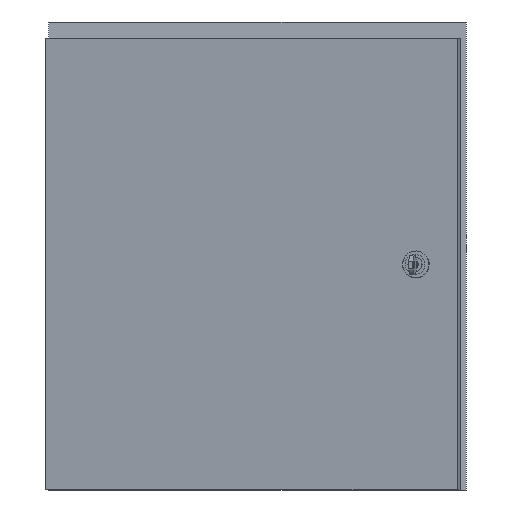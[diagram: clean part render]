
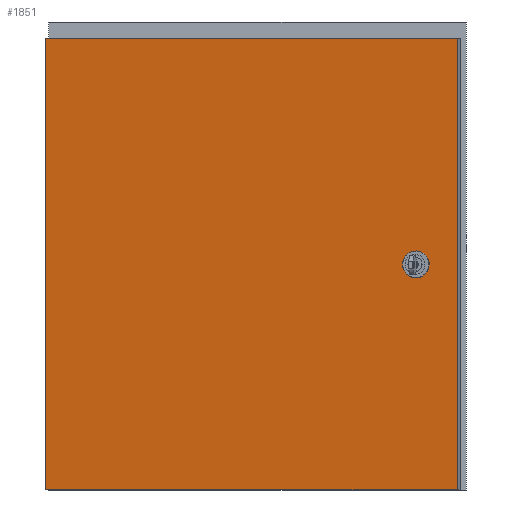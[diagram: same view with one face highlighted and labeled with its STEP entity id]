
A CAD part, front view. The second image highlights one B-rep face of the part: STEP entity #1851.
In plain terms, the highlighted face is planar.
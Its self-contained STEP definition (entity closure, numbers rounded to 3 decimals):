
#58=FACE_BOUND('',#300,.T.);
#96=PLANE('',#2031);
#180=FACE_OUTER_BOUND('',#299,.T.);
#299=EDGE_LOOP('',(#1479,#1480,#1481,#1482));
#300=EDGE_LOOP('',(#1483));
#442=LINE('',#2898,#638);
#443=LINE('',#2900,#639);
#444=LINE('',#2902,#640);
#445=LINE('',#2903,#641);
#638=VECTOR('',#2362,1.);
#639=VECTOR('',#2363,1.);
#640=VECTOR('',#2364,1.);
#641=VECTOR('',#2365,1.);
#790=CIRCLE('',#2032,16.);
#897=VERTEX_POINT('',#2896);
#898=VERTEX_POINT('',#2897);
#899=VERTEX_POINT('',#2899);
#900=VERTEX_POINT('',#2901);
#901=VERTEX_POINT('',#2904);
#1102=EDGE_CURVE('',#897,#898,#442,.T.);
#1103=EDGE_CURVE('',#898,#899,#443,.T.);
#1104=EDGE_CURVE('',#899,#900,#444,.T.);
#1105=EDGE_CURVE('',#900,#897,#445,.T.);
#1106=EDGE_CURVE('',#901,#901,#790,.T.);
#1479=ORIENTED_EDGE('',*,*,#1102,.T.);
#1480=ORIENTED_EDGE('',*,*,#1103,.T.);
#1481=ORIENTED_EDGE('',*,*,#1104,.T.);
#1482=ORIENTED_EDGE('',*,*,#1105,.T.);
#1483=ORIENTED_EDGE('',*,*,#1106,.T.);
#1851=ADVANCED_FACE('',(#180,#58),#96,.T.);
#2031=AXIS2_PLACEMENT_3D('',#2895,#2360,#2361);
#2032=AXIS2_PLACEMENT_3D('',#2905,#2366,#2367);
#2360=DIRECTION('center_axis',(0.174,-0.985,0.));
#2361=DIRECTION('ref_axis',(0.,0.,1.));
#2362=DIRECTION('',(0.,0.,-1.));
#2363=DIRECTION('',(0.985,0.174,0.));
#2364=DIRECTION('',(0.,0.,1.));
#2365=DIRECTION('',(-0.985,-0.174,0.));
#2366=DIRECTION('center_axis',(-0.174,0.985,0.));
#2367=DIRECTION('ref_axis',(-0.036,-0.006,-0.999));
#2895=CARTESIAN_POINT('Origin',(-238.931,-396.52,538.));
#2896=CARTESIAN_POINT('',(-238.931,-396.52,538.));
#2897=CARTESIAN_POINT('',(-238.931,-396.52,-2.));
#2898=CARTESIAN_POINT('',(-238.931,-396.52,538.));
#2899=CARTESIAN_POINT('',(253.473,-309.696,-2.));
#2900=CARTESIAN_POINT('',(-238.931,-396.52,-2.));
#2901=CARTESIAN_POINT('',(253.473,-309.696,538.));
#2902=CARTESIAN_POINT('',(253.473,-309.696,538.));
#2903=CARTESIAN_POINT('',(-238.931,-396.52,538.));
#2904=CARTESIAN_POINT('',(-189.115,-387.736,283.989));
#2905=CARTESIAN_POINT('Origin',(-189.691,-387.838,268.));
